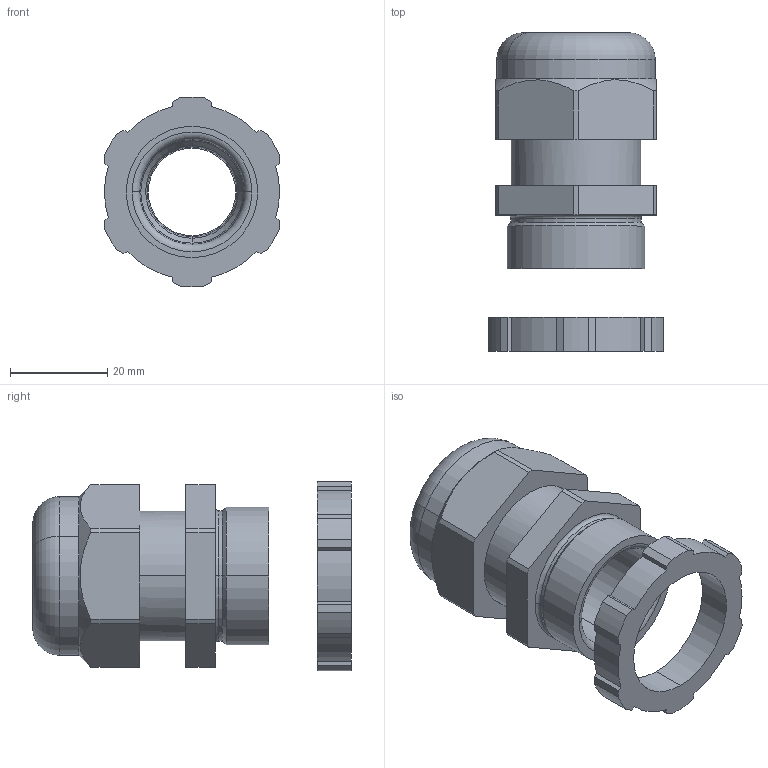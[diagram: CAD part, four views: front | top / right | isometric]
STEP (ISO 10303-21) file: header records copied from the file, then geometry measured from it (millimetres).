
FILE_DESCRIPTION (( 'STEP AP214' ), '1' );
FILE_NAME ('2024665.stp', '2019-09-24T08:37:03', ( '' ), ( '' ), 'SwSTEP 2.0', 'SolidWorks 2018', '' );
FILE_SCHEMA (( 'AUTOMOTIVE_DESIGN' ));
Length unit declared in the file: millimetre
Products named in the file (5): 2024665; 064560_PG21; EV111-21-01_technische Darstellung; EV131-21-02_Pg21 Standard; EV501_PG21
Assembly tree (4 placements, depth 2):
  2024665
    EV111-21-01_technische Darstellung
    EV131-21-02_Pg21 Standard
    EV501_PG21
    064560_PG21
Bounding box: 36 x 65.5 x 38.98 mm (x, y, z)
Volume: 23384.7 mm3; surface area: 17444.7 mm2
Topology: 4 solids, 4 shells, 264 faces, 736 edges, 482 vertices
Faces by surface type: plane 94, cylinder 82, torus 62, cone 26
Entity records: 9280 total; most frequent: CARTESIAN_POINT 2300, ORIENTED_EDGE 1472, DIRECTION 1418, EDGE_CURVE 736, AXIS2_PLACEMENT_3D 548, VERTEX_POINT 482, VECTOR 322, LINE 322
